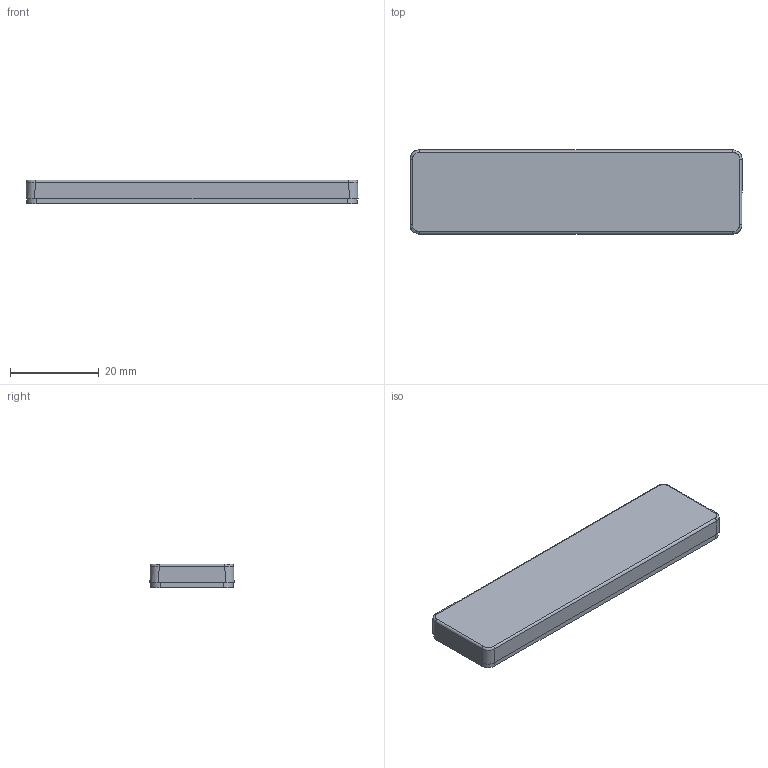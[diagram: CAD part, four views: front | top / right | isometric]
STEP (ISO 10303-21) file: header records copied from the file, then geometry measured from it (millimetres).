
FILE_DESCRIPTION (( 'STEP AP203' ), '1' );
FILE_NAME ('08024500d.STEP', '2021-04-02T15:25:57', ( '' ), ( '' ), 'SwSTEP 2.0', 'SolidWorks 2018', '' );
FILE_SCHEMA (( 'CONFIG_CONTROL_DESIGN' ));
Length unit declared in the file: millimetre
Products named in the file (3): 0803 Reflektor; 08024500d; 0802 Abdeckplatte
Assembly tree (2 placements, depth 2):
  08024500d
    0802 Abdeckplatte
    0803 Reflektor
Bounding box: 75 x 19 x 5.4 mm (x, y, z)
Volume: 4748.6 mm3; surface area: 8075.4 mm2
Topology: 1 solids, 3 shells, 85 faces, 232 edges, 160 vertices
Faces by surface type: plane 57, cylinder 16, cone 8, bspline 4
Entity records: 3066 total; most frequent: CARTESIAN_POINT 683, ORIENTED_EDGE 432, DIRECTION 402, EDGE_CURVE 232, VECTOR 180, LINE 180, VERTEX_POINT 160, AXIS2_PLACEMENT_3D 111
